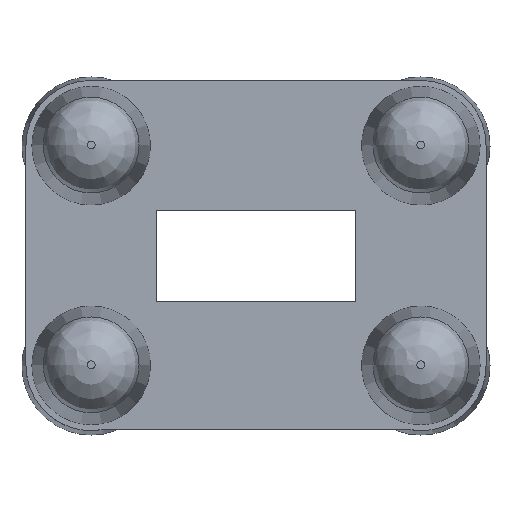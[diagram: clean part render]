
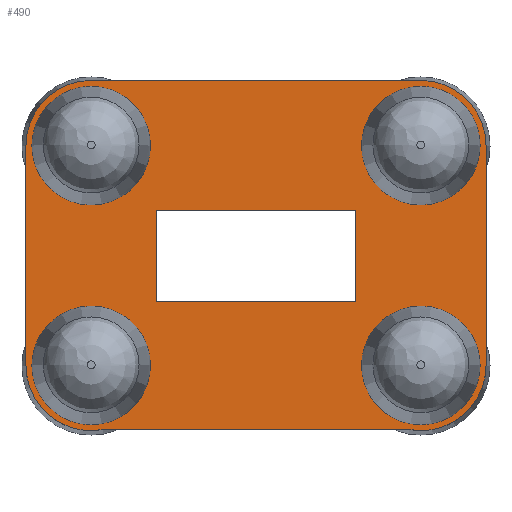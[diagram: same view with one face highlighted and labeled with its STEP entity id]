
A CAD part, top view. The second image highlights one B-rep face of the part: STEP entity #490.
In plain terms, the highlighted planar face has unit normal (0, 0, 1).
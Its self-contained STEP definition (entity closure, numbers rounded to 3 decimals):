
#36=FACE_BOUND('',#82,.T.);
#37=FACE_BOUND('',#83,.T.);
#38=FACE_BOUND('',#84,.T.);
#39=FACE_BOUND('',#85,.T.);
#40=FACE_BOUND('',#86,.T.);
#42=FACE_OUTER_BOUND('',#81,.T.);
#81=EDGE_LOOP('',(#351,#352,#353,#354,#355,#356,#357,#358));
#82=EDGE_LOOP('',(#359));
#83=EDGE_LOOP('',(#360));
#84=EDGE_LOOP('',(#361));
#85=EDGE_LOOP('',(#362));
#86=EDGE_LOOP('',(#363,#364,#365,#366));
#127=CIRCLE('',#535,1.039);
#128=CIRCLE('',#536,1.039);
#129=CIRCLE('',#537,1.039);
#130=CIRCLE('',#538,1.039);
#131=CIRCLE('',#539,0.945);
#132=CIRCLE('',#540,0.945);
#133=CIRCLE('',#541,0.945);
#134=CIRCLE('',#542,0.945);
#159=LINE('',#788,#195);
#160=LINE('',#792,#196);
#161=LINE('',#796,#197);
#162=LINE('',#799,#198);
#163=LINE('',#810,#199);
#164=LINE('',#812,#200);
#165=LINE('',#814,#201);
#166=LINE('',#815,#202);
#195=VECTOR('',#619,10.);
#196=VECTOR('',#622,10.);
#197=VECTOR('',#625,10.);
#198=VECTOR('',#628,10.);
#199=VECTOR('',#637,10.);
#200=VECTOR('',#638,10.);
#201=VECTOR('',#639,10.);
#202=VECTOR('',#640,10.);
#239=VERTEX_POINT('',#784);
#240=VERTEX_POINT('',#785);
#241=VERTEX_POINT('',#787);
#242=VERTEX_POINT('',#789);
#243=VERTEX_POINT('',#791);
#244=VERTEX_POINT('',#793);
#245=VERTEX_POINT('',#795);
#246=VERTEX_POINT('',#797);
#247=VERTEX_POINT('',#800);
#248=VERTEX_POINT('',#802);
#249=VERTEX_POINT('',#804);
#250=VERTEX_POINT('',#806);
#251=VERTEX_POINT('',#808);
#252=VERTEX_POINT('',#809);
#253=VERTEX_POINT('',#811);
#254=VERTEX_POINT('',#813);
#283=EDGE_CURVE('',#239,#240,#127,.T.);
#284=EDGE_CURVE('',#240,#241,#159,.T.);
#285=EDGE_CURVE('',#241,#242,#128,.T.);
#286=EDGE_CURVE('',#242,#243,#160,.T.);
#287=EDGE_CURVE('',#243,#244,#129,.T.);
#288=EDGE_CURVE('',#244,#245,#161,.T.);
#289=EDGE_CURVE('',#245,#246,#130,.T.);
#290=EDGE_CURVE('',#246,#239,#162,.T.);
#291=EDGE_CURVE('',#247,#247,#131,.T.);
#292=EDGE_CURVE('',#248,#248,#132,.T.);
#293=EDGE_CURVE('',#249,#249,#133,.T.);
#294=EDGE_CURVE('',#250,#250,#134,.T.);
#295=EDGE_CURVE('',#251,#252,#163,.T.);
#296=EDGE_CURVE('',#252,#253,#164,.T.);
#297=EDGE_CURVE('',#253,#254,#165,.T.);
#298=EDGE_CURVE('',#254,#251,#166,.T.);
#351=ORIENTED_EDGE('',*,*,#283,.T.);
#352=ORIENTED_EDGE('',*,*,#284,.T.);
#353=ORIENTED_EDGE('',*,*,#285,.T.);
#354=ORIENTED_EDGE('',*,*,#286,.T.);
#355=ORIENTED_EDGE('',*,*,#287,.T.);
#356=ORIENTED_EDGE('',*,*,#288,.T.);
#357=ORIENTED_EDGE('',*,*,#289,.T.);
#358=ORIENTED_EDGE('',*,*,#290,.T.);
#359=ORIENTED_EDGE('',*,*,#291,.F.);
#360=ORIENTED_EDGE('',*,*,#292,.F.);
#361=ORIENTED_EDGE('',*,*,#293,.F.);
#362=ORIENTED_EDGE('',*,*,#294,.F.);
#363=ORIENTED_EDGE('',*,*,#295,.T.);
#364=ORIENTED_EDGE('',*,*,#296,.T.);
#365=ORIENTED_EDGE('',*,*,#297,.T.);
#366=ORIENTED_EDGE('',*,*,#298,.T.);
#472=PLANE('',#534);
#490=ADVANCED_FACE('',(#42,#36,#37,#38,#39,#40),#472,.F.);
#534=AXIS2_PLACEMENT_3D('',#783,#615,#616);
#535=AXIS2_PLACEMENT_3D('',#786,#617,#618);
#536=AXIS2_PLACEMENT_3D('',#790,#620,#621);
#537=AXIS2_PLACEMENT_3D('',#794,#623,#624);
#538=AXIS2_PLACEMENT_3D('',#798,#626,#627);
#539=AXIS2_PLACEMENT_3D('',#801,#629,#630);
#540=AXIS2_PLACEMENT_3D('',#803,#631,#632);
#541=AXIS2_PLACEMENT_3D('',#805,#633,#634);
#542=AXIS2_PLACEMENT_3D('',#807,#635,#636);
#615=DIRECTION('center_axis',(0.,0.,-1.));
#616=DIRECTION('ref_axis',(-1.,0.,0.));
#617=DIRECTION('center_axis',(0.,0.,1.));
#618=DIRECTION('ref_axis',(0.,1.,0.));
#619=DIRECTION('',(0.,-1.,0.));
#620=DIRECTION('center_axis',(0.,0.,1.));
#621=DIRECTION('ref_axis',(-1.,0.,0.));
#622=DIRECTION('',(1.,0.,0.));
#623=DIRECTION('center_axis',(0.,0.,1.));
#624=DIRECTION('ref_axis',(-1.,0.,0.));
#625=DIRECTION('',(0.,1.,0.));
#626=DIRECTION('center_axis',(0.,0.,1.));
#627=DIRECTION('ref_axis',(0.,-1.,0.));
#628=DIRECTION('',(-1.,0.,0.));
#629=DIRECTION('center_axis',(0.,0.,1.));
#630=DIRECTION('ref_axis',(1.,0.,0.));
#631=DIRECTION('center_axis',(0.,0.,1.));
#632=DIRECTION('ref_axis',(1.,0.,0.));
#633=DIRECTION('center_axis',(0.,0.,1.));
#634=DIRECTION('ref_axis',(1.,0.,0.));
#635=DIRECTION('center_axis',(0.,0.,1.));
#636=DIRECTION('ref_axis',(1.,0.,0.));
#637=DIRECTION('',(-1.,0.,0.));
#638=DIRECTION('',(0.,1.,0.));
#639=DIRECTION('',(1.,0.,0.));
#640=DIRECTION('',(0.,-1.,0.));
#783=CARTESIAN_POINT('Origin',(-1.935,-46.026,7.102));
#784=CARTESIAN_POINT('',(-8.09,-38.869,7.102));
#785=CARTESIAN_POINT('',(-9.129,-39.907,7.102));
#786=CARTESIAN_POINT('Origin',(-8.09,-39.907,7.102));
#787=CARTESIAN_POINT('',(-9.129,-43.407,7.102));
#788=CARTESIAN_POINT('',(-9.129,-42.967,7.102));
#789=CARTESIAN_POINT('',(-7.867,-44.421,7.102));
#790=CARTESIAN_POINT('Origin',(-8.09,-43.407,7.102));
#791=CARTESIAN_POINT('',(-3.064,-44.421,7.102));
#792=CARTESIAN_POINT('',(-4.901,-44.421,7.102));
#793=CARTESIAN_POINT('',(-1.802,-43.407,7.102));
#794=CARTESIAN_POINT('Origin',(-2.84,-43.407,7.102));
#795=CARTESIAN_POINT('',(-1.802,-39.907,7.102));
#796=CARTESIAN_POINT('',(-1.802,-44.717,7.102));
#797=CARTESIAN_POINT('',(-2.84,-38.869,7.102));
#798=CARTESIAN_POINT('Origin',(-2.84,-39.907,7.102));
#799=CARTESIAN_POINT('',(-2.388,-38.869,7.102));
#800=CARTESIAN_POINT('',(-3.785,-39.907,7.102));
#801=CARTESIAN_POINT('Origin',(-2.84,-39.907,7.102));
#802=CARTESIAN_POINT('',(-9.035,-39.907,7.102));
#803=CARTESIAN_POINT('Origin',(-8.09,-39.907,7.102));
#804=CARTESIAN_POINT('',(-3.785,-43.407,7.102));
#805=CARTESIAN_POINT('Origin',(-2.84,-43.407,7.102));
#806=CARTESIAN_POINT('',(-9.035,-43.407,7.102));
#807=CARTESIAN_POINT('Origin',(-8.09,-43.407,7.102));
#808=CARTESIAN_POINT('',(-3.879,-42.393,7.102));
#809=CARTESIAN_POINT('',(-7.052,-42.393,7.102));
#810=CARTESIAN_POINT('',(-2.907,-42.393,7.102));
#811=CARTESIAN_POINT('',(-7.052,-40.946,7.102));
#812=CARTESIAN_POINT('',(-7.052,-44.209,7.102));
#813=CARTESIAN_POINT('',(-3.879,-40.946,7.102));
#814=CARTESIAN_POINT('',(-4.494,-40.946,7.102));
#815=CARTESIAN_POINT('',(-3.879,-43.486,7.102));
